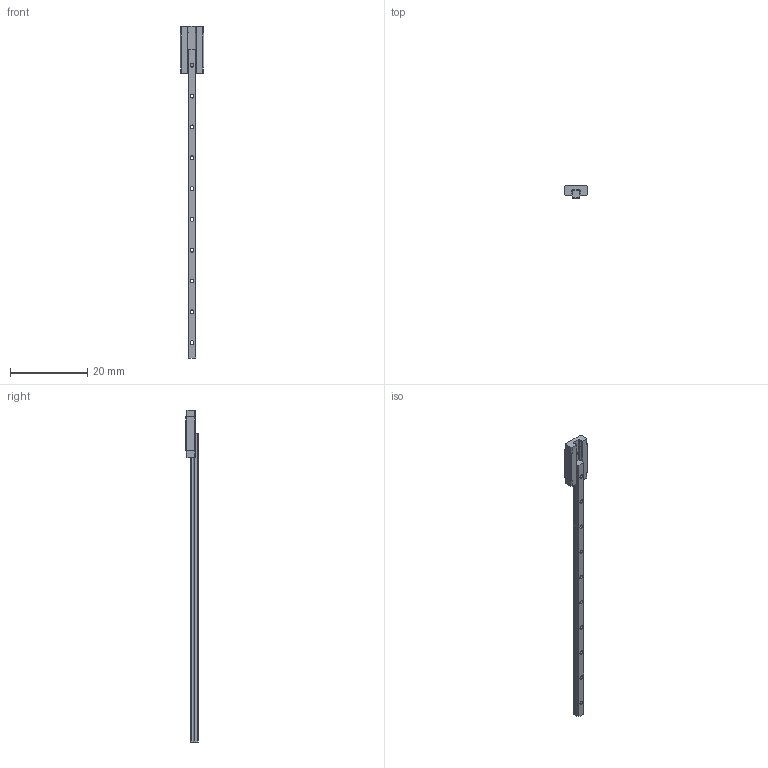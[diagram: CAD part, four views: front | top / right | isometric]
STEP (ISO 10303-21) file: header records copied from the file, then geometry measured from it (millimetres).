
FILE_DESCRIPTION(/* description */ (''),/* implementation_level */ '2;1');
FILE_NAME(/* name */ '2mm linear rail.step',/* time_stamp */ '2022-12-16T16:15:42-05:00',/* author */ (''),/* organization */ (''),/* preprocessor_version */ 'ST-DEVELOPER v19.2',/* originating_system */ 'Autodesk Translation Framework v11.17.0.187',/* authorisation */ '');
FILE_SCHEMA (('AUTOMOTIVE_DESIGN { 1 0 10303 214 3 1 1 }'));
Length unit declared in the file: millimetre
Products named in the file (4): 2mm linear rail; 8381K2_NO THREADS_Miniature Ball Bearing Carriage and Guide Rail; carriage; rail
Assembly tree (3 placements, depth 3):
  2mm linear rail
    8381K2_NO THREADS_Miniature Ball Bearing Carriage and Guide Rail
      carriage
      rail
Bounding box: 6 x 3.2 x 86.2 mm (x, y, z)
Volume: 432 mm3; surface area: 969.1 mm2
Topology: 2 solids, 2 shells, 72 faces, 198 edges, 132 vertices
Faces by surface type: plane 52, cylinder 20
Full cylindrical faces by diameter (mm): 1 x10, 1.4 x2
Entity records: 2427 total; most frequent: CARTESIAN_POINT 409, ORIENTED_EDGE 396, DIRECTION 396, EDGE_CURVE 198, LINE 158, VECTOR 158, VERTEX_POINT 132, AXIS2_PLACEMENT_3D 119
